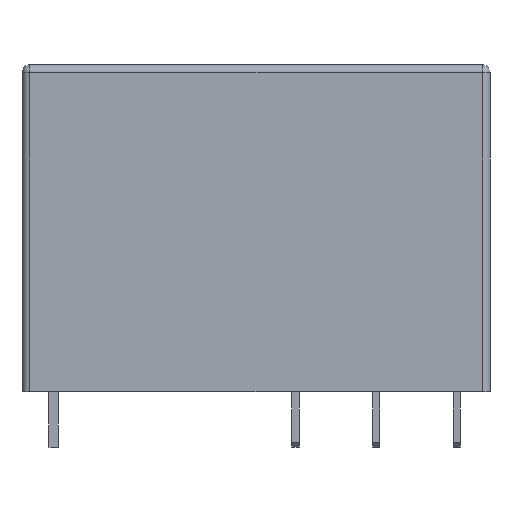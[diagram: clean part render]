
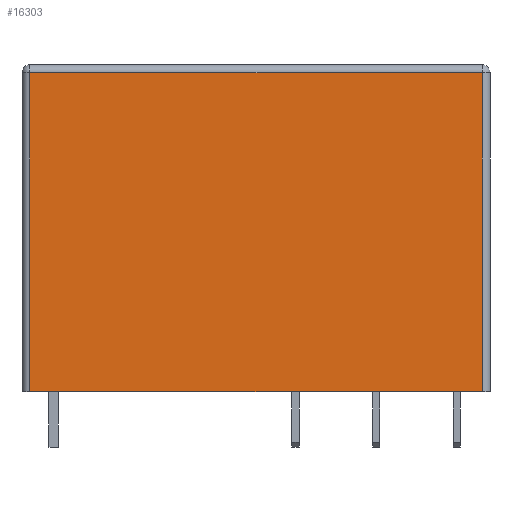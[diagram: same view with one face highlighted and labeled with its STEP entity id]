
A CAD part, front view. The second image highlights one B-rep face of the part: STEP entity #16303.
In plain terms, the highlighted planar face has unit normal (0, -1, 0).
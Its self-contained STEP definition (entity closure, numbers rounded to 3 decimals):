
#180 = VERTEX_POINT ( 'NONE', #6072 ) ;
#318 = EDGE_CURVE ( 'NONE', #180, #9245, #16070, .T. ) ;
#433 = DIRECTION ( 'NONE',  ( 1., 0., 0. ) ) ;
#509 = DIRECTION ( 'NONE',  ( 0., 0., -1. ) ) ;
#832 = VERTEX_POINT ( 'NONE', #14110 ) ;
#1031 = DIRECTION ( 'NONE',  ( 0., 1., 0. ) ) ;
#2345 = CARTESIAN_POINT ( 'NONE',  ( -14.25, -6.5, 20.1 ) ) ;
#2945 = VECTOR ( 'NONE', #9033, 1000. ) ;
#3666 = FACE_OUTER_BOUND ( 'NONE', #10095, .T. ) ;
#4049 = CARTESIAN_POINT ( 'NONE',  ( 14.25, -6.5, 0. ) ) ;
#4534 = VECTOR ( 'NONE', #14287, 1000. ) ;
#6072 = CARTESIAN_POINT ( 'NONE',  ( 14.25, -6.5, 20.1 ) ) ;
#6130 = CARTESIAN_POINT ( 'NONE',  ( 14.25, -6.5, 20.6 ) ) ;
#6394 = DIRECTION ( 'NONE',  ( -1., 0., 0. ) ) ;
#6440 = ORIENTED_EDGE ( 'NONE', *, *, #15784, .T. ) ;
#6558 = ORIENTED_EDGE ( 'NONE', *, *, #10896, .F. ) ;
#7059 = VECTOR ( 'NONE', #433, 1000. ) ;
#9033 = DIRECTION ( 'NONE',  ( -1., 0., 0. ) ) ;
#9245 = VERTEX_POINT ( 'NONE', #2345 ) ;
#9310 = ORIENTED_EDGE ( 'NONE', *, *, #318, .T. ) ;
#9699 = LINE ( 'NONE', #13284, #14159 ) ;
#10095 = EDGE_LOOP ( 'NONE', ( #6558, #9310, #6440, #13170 ) ) ;
#10896 = EDGE_CURVE ( 'NONE', #180, #12668, #9699, .T. ) ;
#11532 = CARTESIAN_POINT ( 'NONE',  ( -14.25, -6.5, 20.6 ) ) ;
#12668 = VERTEX_POINT ( 'NONE', #15349 ) ;
#12820 = PLANE ( 'NONE',  #15268 ) ;
#13170 = ORIENTED_EDGE ( 'NONE', *, *, #16210, .T. ) ;
#13284 = CARTESIAN_POINT ( 'NONE',  ( 14.25, -6.5, 20.6 ) ) ;
#13291 = CARTESIAN_POINT ( 'NONE',  ( 14.25, -6.5, 20.1 ) ) ;
#14110 = CARTESIAN_POINT ( 'NONE',  ( -14.25, -6.5, 0. ) ) ;
#14159 = VECTOR ( 'NONE', #509, 1000. ) ;
#14287 = DIRECTION ( 'NONE',  ( 0., 0., -1. ) ) ;
#15268 = AXIS2_PLACEMENT_3D ( 'NONE', #6130, #1031, #6394 ) ;
#15349 = CARTESIAN_POINT ( 'NONE',  ( 14.25, -6.5, 0. ) ) ;
#15784 = EDGE_CURVE ( 'NONE', #9245, #832, #15910, .T. ) ;
#15910 = LINE ( 'NONE', #11532, #4534 ) ;
#16070 = LINE ( 'NONE', #13291, #2945 ) ;
#16146 = LINE ( 'NONE', #4049, #7059 ) ;
#16210 = EDGE_CURVE ( 'NONE', #832, #12668, #16146, .T. ) ;
#16303 = ADVANCED_FACE ( 'NONE', ( #3666 ), #12820, .F. ) ;
